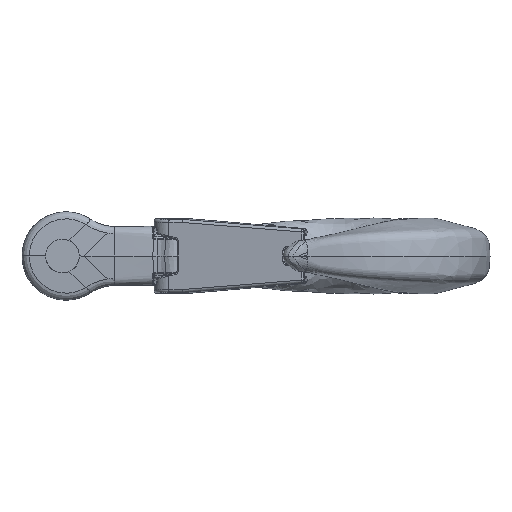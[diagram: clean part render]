
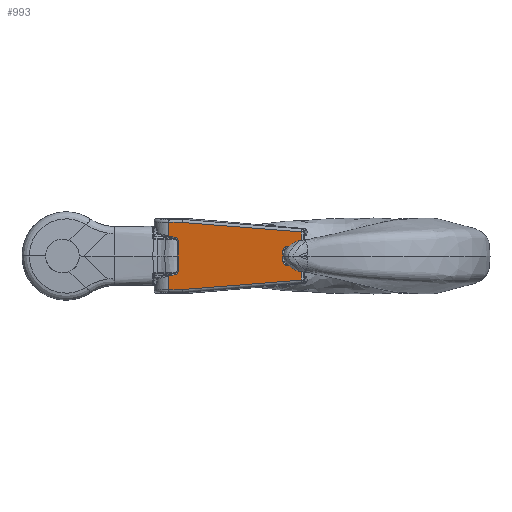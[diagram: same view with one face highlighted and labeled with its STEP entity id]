
A CAD part, left-side view. The second image highlights one B-rep face of the part: STEP entity #993.
In plain terms, the highlighted planar face has unit normal (-0.987, 0.159, 0).
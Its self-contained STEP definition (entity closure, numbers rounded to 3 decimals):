
#993=ADVANCED_FACE('',(#1470),#1394,.T.);
#1394=PLANE('',#6345);
#1470=FACE_OUTER_BOUND('',#1858,.T.);
#1858=EDGE_LOOP('',(#2465,#2466,#2467,#2468,#2469,#2470,#2471,#2472,#2473,
#2474,#2475,#2476,#2477,#2478,#2479,#2480,#2481,#2482));
#2285=ELLIPSE('',#6341,3.03,3.);
#2286=ELLIPSE('',#6342,3.03,3.);
#2287=ELLIPSE('',#6343,3.03,3.);
#2288=ELLIPSE('',#6344,3.03,3.);
#2465=ORIENTED_EDGE('',*,*,#4947,.T.);
#2466=ORIENTED_EDGE('',*,*,#4948,.T.);
#2467=ORIENTED_EDGE('',*,*,#4949,.F.);
#2468=ORIENTED_EDGE('',*,*,#4950,.F.);
#2469=ORIENTED_EDGE('',*,*,#4951,.F.);
#2470=ORIENTED_EDGE('',*,*,#4952,.T.);
#2471=ORIENTED_EDGE('',*,*,#4953,.F.);
#2472=ORIENTED_EDGE('',*,*,#4954,.F.);
#2473=ORIENTED_EDGE('',*,*,#4955,.F.);
#2474=ORIENTED_EDGE('',*,*,#4956,.T.);
#2475=ORIENTED_EDGE('',*,*,#4957,.T.);
#2476=ORIENTED_EDGE('',*,*,#4958,.F.);
#2477=ORIENTED_EDGE('',*,*,#4959,.T.);
#2478=ORIENTED_EDGE('',*,*,#4960,.T.);
#2479=ORIENTED_EDGE('',*,*,#4961,.F.);
#2480=ORIENTED_EDGE('',*,*,#4962,.T.);
#2481=ORIENTED_EDGE('',*,*,#4963,.T.);
#2482=ORIENTED_EDGE('',*,*,#4964,.T.);
#4375=VERTEX_POINT('',#8480);
#4376=VERTEX_POINT('',#8481);
#4377=VERTEX_POINT('',#8483);
#4378=VERTEX_POINT('',#8485);
#4379=VERTEX_POINT('',#8487);
#4380=VERTEX_POINT('',#8489);
#4381=VERTEX_POINT('',#8491);
#4382=VERTEX_POINT('',#8493);
#4383=VERTEX_POINT('',#8495);
#4384=VERTEX_POINT('',#8497);
#4385=VERTEX_POINT('',#8499);
#4386=VERTEX_POINT('',#8501);
#4387=VERTEX_POINT('',#8503);
#4388=VERTEX_POINT('',#8505);
#4389=VERTEX_POINT('',#8507);
#4390=VERTEX_POINT('',#8509);
#4391=VERTEX_POINT('',#8511);
#4392=VERTEX_POINT('',#8513);
#4947=EDGE_CURVE('',#4375,#4376,#2285,.T.);
#4948=EDGE_CURVE('',#4376,#4377,#5896,.T.);
#4949=EDGE_CURVE('',#4378,#4377,#5897,.T.);
#4950=EDGE_CURVE('',#4379,#4378,#5898,.T.);
#4951=EDGE_CURVE('',#4380,#4379,#5899,.T.);
#4952=EDGE_CURVE('',#4380,#4381,#5900,.T.);
#4953=EDGE_CURVE('',#4382,#4381,#5901,.T.);
#4954=EDGE_CURVE('',#4383,#4382,#2286,.T.);
#4955=EDGE_CURVE('',#4384,#4383,#5902,.T.);
#4956=EDGE_CURVE('',#4384,#4385,#2287,.T.);
#4957=EDGE_CURVE('',#4385,#4386,#5903,.T.);
#4958=EDGE_CURVE('',#4387,#4386,#5904,.T.);
#4959=EDGE_CURVE('',#4387,#4388,#5905,.T.);
#4960=EDGE_CURVE('',#4388,#4389,#5906,.T.);
#4961=EDGE_CURVE('',#4390,#4389,#5907,.T.);
#4962=EDGE_CURVE('',#4390,#4391,#5908,.T.);
#4963=EDGE_CURVE('',#4391,#4392,#2288,.T.);
#4964=EDGE_CURVE('',#4392,#4375,#5909,.T.);
#5896=LINE('',#8482,#6122);
#5897=LINE('',#8484,#6123);
#5898=LINE('',#8486,#6124);
#5899=LINE('',#8488,#6125);
#5900=LINE('',#8490,#6126);
#5901=LINE('',#8492,#6127);
#5902=LINE('',#8496,#6128);
#5903=LINE('',#8500,#6129);
#5904=LINE('',#8502,#6130);
#5905=LINE('',#8504,#6131);
#5906=LINE('',#8506,#6132);
#5907=LINE('',#8508,#6133);
#5908=LINE('',#8510,#6134);
#5909=LINE('',#8514,#6135);
#6122=VECTOR('',#6992,1.);
#6123=VECTOR('',#6993,1.);
#6124=VECTOR('',#6994,1.);
#6125=VECTOR('',#6995,1.);
#6126=VECTOR('',#6996,1.);
#6127=VECTOR('',#6997,1.);
#6128=VECTOR('',#7000,1.);
#6129=VECTOR('',#7003,1.);
#6130=VECTOR('',#7004,1.);
#6131=VECTOR('',#7005,1.);
#6132=VECTOR('',#7006,1.);
#6133=VECTOR('',#7007,1.);
#6134=VECTOR('',#7008,1.);
#6135=VECTOR('',#7011,1.);
#6341=AXIS2_PLACEMENT_3D('',#8479,#6990,#6991);
#6342=AXIS2_PLACEMENT_3D('',#8494,#6998,#6999);
#6343=AXIS2_PLACEMENT_3D('',#8498,#7001,#7002);
#6344=AXIS2_PLACEMENT_3D('',#8512,#7009,#7010);
#6345=AXIS2_PLACEMENT_3D('',#8515,#7012,#7013);
#6990=DIRECTION('',(0.987,-0.159,0.));
#6991=DIRECTION('',(-0.159,-0.987,0.));
#6992=DIRECTION('',(-0.159,-0.987,0.));
#6993=DIRECTION('',(0.,0.,-1.));
#6994=DIRECTION('',(-0.159,-0.984,-0.079));
#6995=DIRECTION('',(-0.159,-0.987,0.005));
#6996=DIRECTION('',(0.,0.,-1.));
#6997=DIRECTION('',(0.155,0.959,0.235));
#6998=DIRECTION('',(-0.987,0.159,0.));
#6999=DIRECTION('',(-0.159,-0.987,0.));
#7000=DIRECTION('',(0.,0.,1.));
#7001=DIRECTION('',(0.987,-0.159,0.));
#7002=DIRECTION('',(-0.159,-0.987,0.));
#7003=DIRECTION('',(0.155,0.959,-0.235));
#7004=DIRECTION('',(0.,0.,1.));
#7005=DIRECTION('',(-0.159,-0.987,-0.005));
#7006=DIRECTION('',(-0.159,-0.984,0.079));
#7007=DIRECTION('',(0.,0.,-1.));
#7008=DIRECTION('',(0.159,0.987,0.));
#7009=DIRECTION('',(0.987,-0.159,0.));
#7010=DIRECTION('',(-0.159,-0.987,0.));
#7011=DIRECTION('',(0.,0.,1.));
#7012=DIRECTION('',(-0.987,0.159,0.));
#7013=DIRECTION('',(-0.159,-0.987,0.));
#8479=CARTESIAN_POINT('',(-69.767,31.943,3.5));
#8480=CARTESIAN_POINT('',(-69.284,34.934,3.5));
#8481=CARTESIAN_POINT('',(-69.767,31.943,6.5));
#8482=CARTESIAN_POINT('',(-56.757,112.504,6.5));
#8483=CARTESIAN_POINT('',(-71.29,22.508,6.5));
#8484=CARTESIAN_POINT('',(-71.29,22.508,39.));
#8485=CARTESIAN_POINT('',(-71.29,22.508,16.348));
#8486=CARTESIAN_POINT('',(-56.564,113.7,23.631));
#8487=CARTESIAN_POINT('',(-58.215,103.479,22.815));
#8488=CARTESIAN_POINT('',(-56.769,112.429,22.772));
#8489=CARTESIAN_POINT('',(-56.757,112.504,22.772));
#8490=CARTESIAN_POINT('',(-56.757,112.504,39.));
#8491=CARTESIAN_POINT('',(-56.757,112.504,13.767));
#8492=CARTESIAN_POINT('',(-55.836,118.205,15.166));
#8493=CARTESIAN_POINT('',(-57.43,108.339,12.744));
#8494=CARTESIAN_POINT('',(-57.315,109.05,9.83));
#8495=CARTESIAN_POINT('',(-57.798,106.059,9.83));
#8496=CARTESIAN_POINT('',(-57.798,106.059,39.));
#8497=CARTESIAN_POINT('',(-57.798,106.059,-9.83));
#8498=CARTESIAN_POINT('',(-57.315,109.05,-9.83));
#8499=CARTESIAN_POINT('',(-57.43,108.339,-12.744));
#8500=CARTESIAN_POINT('',(-55.836,118.205,-15.166));
#8501=CARTESIAN_POINT('',(-56.757,112.504,-13.767));
#8502=CARTESIAN_POINT('',(-56.757,112.504,-39.));
#8503=CARTESIAN_POINT('',(-56.757,112.504,-22.772));
#8504=CARTESIAN_POINT('',(-56.769,112.429,-22.772));
#8505=CARTESIAN_POINT('',(-58.215,103.479,-22.815));
#8506=CARTESIAN_POINT('',(-56.564,113.7,-23.631));
#8507=CARTESIAN_POINT('',(-71.29,22.508,-16.348));
#8508=CARTESIAN_POINT('',(-71.29,22.508,39.));
#8509=CARTESIAN_POINT('',(-71.29,22.508,-6.5));
#8510=CARTESIAN_POINT('',(-56.757,112.504,-6.5));
#8511=CARTESIAN_POINT('',(-69.767,31.943,-6.5));
#8512=CARTESIAN_POINT('',(-69.767,31.943,-3.5));
#8513=CARTESIAN_POINT('',(-69.284,34.934,-3.5));
#8514=CARTESIAN_POINT('',(-69.284,34.934,39.));
#8515=CARTESIAN_POINT('',(-56.757,112.504,39.));
